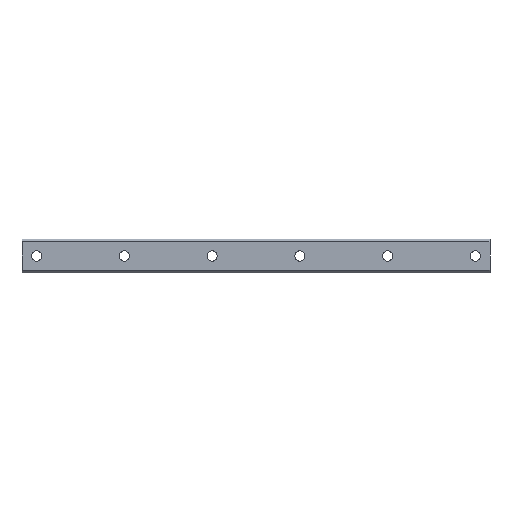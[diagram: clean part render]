
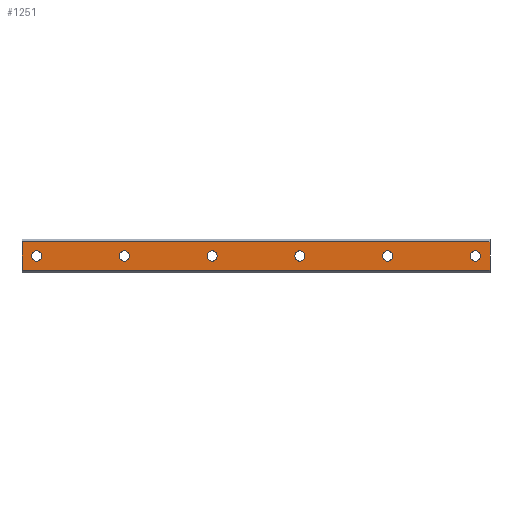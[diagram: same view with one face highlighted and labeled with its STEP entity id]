
A CAD part, front view. The second image highlights one B-rep face of the part: STEP entity #1251.
In plain terms, the highlighted planar face has unit normal (0, -1, 0).
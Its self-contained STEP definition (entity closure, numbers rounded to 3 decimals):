
#6 = VERTEX_POINT ( 'NONE', #1065 ) ;
#13 = CARTESIAN_POINT ( 'NONE',  ( 180., 0., 0. ) ) ;
#27 = DIRECTION ( 'NONE',  ( 0., 0., 1. ) ) ;
#43 = CARTESIAN_POINT ( 'NONE',  ( 310., 0., 9.9 ) ) ;
#46 = AXIS2_PLACEMENT_3D ( 'NONE', #271, #876, #134 ) ;
#68 = CARTESIAN_POINT ( 'NONE',  ( 300., 0., 0. ) ) ;
#101 = CIRCLE ( 'NONE', #824, 3.5 ) ;
#110 = CARTESIAN_POINT ( 'NONE',  ( 120., 0., 0. ) ) ;
#111 = VERTEX_POINT ( 'NONE', #1685 ) ;
#134 = DIRECTION ( 'NONE',  ( 0., 0., 1. ) ) ;
#172 = LINE ( 'NONE', #43, #1391 ) ;
#177 = EDGE_LOOP ( 'NONE', ( #534, #1013 ) ) ;
#189 = FACE_BOUND ( 'NONE', #177, .T. ) ;
#197 = CIRCLE ( 'NONE', #285, 3.5 ) ;
#205 = DIRECTION ( 'NONE',  ( 0., -1., 0. ) ) ;
#208 = EDGE_CURVE ( 'NONE', #947, #785, #723, .T. ) ;
#220 = EDGE_LOOP ( 'NONE', ( #1376, #859 ) ) ;
#231 = CARTESIAN_POINT ( 'NONE',  ( 180., 0., -3.5 ) ) ;
#239 = VERTEX_POINT ( 'NONE', #299 ) ;
#250 = DIRECTION ( 'NONE',  ( 0., -1., 0. ) ) ;
#266 = DIRECTION ( 'NONE',  ( 0., -1., 0. ) ) ;
#271 = CARTESIAN_POINT ( 'NONE',  ( 240., 0., 0. ) ) ;
#275 = AXIS2_PLACEMENT_3D ( 'NONE', #1728, #1421, #1178 ) ;
#282 = CIRCLE ( 'NONE', #1153, 3.5 ) ;
#285 = AXIS2_PLACEMENT_3D ( 'NONE', #1533, #1235, #1120 ) ;
#298 = ORIENTED_EDGE ( 'NONE', *, *, #904, .F. ) ;
#299 = CARTESIAN_POINT ( 'NONE',  ( -10., 0., -9.9 ) ) ;
#306 = ORIENTED_EDGE ( 'NONE', *, *, #708, .F. ) ;
#327 = ORIENTED_EDGE ( 'NONE', *, *, #1740, .F. ) ;
#333 = CARTESIAN_POINT ( 'NONE',  ( 0., 0., 0. ) ) ;
#337 = FACE_BOUND ( 'NONE', #1691, .T. ) ;
#344 = DIRECTION ( 'NONE',  ( 0., 0., 1. ) ) ;
#383 = DIRECTION ( 'NONE',  ( -1., 0., 0. ) ) ;
#405 = DIRECTION ( 'NONE',  ( 1., 0., 0. ) ) ;
#418 = EDGE_LOOP ( 'NONE', ( #1607, #306 ) ) ;
#476 = ORIENTED_EDGE ( 'NONE', *, *, #1051, .F. ) ;
#524 = ORIENTED_EDGE ( 'NONE', *, *, #1459, .F. ) ;
#534 = ORIENTED_EDGE ( 'NONE', *, *, #569, .F. ) ;
#536 = CARTESIAN_POINT ( 'NONE',  ( 310., 0., 9.9 ) ) ;
#540 = ORIENTED_EDGE ( 'NONE', *, *, #1565, .F. ) ;
#548 = CARTESIAN_POINT ( 'NONE',  ( 60., 0., 0. ) ) ;
#554 = DIRECTION ( 'NONE',  ( 0., -1., 0. ) ) ;
#562 = CARTESIAN_POINT ( 'NONE',  ( 0., 0., 0. ) ) ;
#569 = EDGE_CURVE ( 'NONE', #785, #947, #101, .T. ) ;
#571 = DIRECTION ( 'NONE',  ( 0., -1., 0. ) ) ;
#572 = EDGE_CURVE ( 'NONE', #1557, #1041, #1295, .T. ) ;
#573 = VERTEX_POINT ( 'NONE', #231 ) ;
#595 = ORIENTED_EDGE ( 'NONE', *, *, #1176, .F. ) ;
#597 = DIRECTION ( 'NONE',  ( 0., -1., 0. ) ) ;
#613 = AXIS2_PLACEMENT_3D ( 'NONE', #562, #554, #1723 ) ;
#621 = FACE_OUTER_BOUND ( 'NONE', #981, .T. ) ;
#625 = CARTESIAN_POINT ( 'NONE',  ( 120., 0., -3.5 ) ) ;
#648 = CARTESIAN_POINT ( 'NONE',  ( 300., 0., -3.5 ) ) ;
#653 = DIRECTION ( 'NONE',  ( 0., -1., 0. ) ) ;
#658 = DIRECTION ( 'NONE',  ( 0., 0., 1. ) ) ;
#673 = DIRECTION ( 'NONE',  ( 0., 0., 1. ) ) ;
#688 = LINE ( 'NONE', #1398, #1628 ) ;
#701 = CIRCLE ( 'NONE', #1056, 3.5 ) ;
#703 = VERTEX_POINT ( 'NONE', #1287 ) ;
#708 = EDGE_CURVE ( 'NONE', #573, #1709, #701, .T. ) ;
#723 = CIRCLE ( 'NONE', #275, 3.5 ) ;
#735 = AXIS2_PLACEMENT_3D ( 'NONE', #333, #205, #1345 ) ;
#744 = PLANE ( 'NONE',  #1241 ) ;
#753 = FACE_BOUND ( 'NONE', #220, .T. ) ;
#780 = ORIENTED_EDGE ( 'NONE', *, *, #572, .F. ) ;
#781 = VERTEX_POINT ( 'NONE', #930 ) ;
#785 = VERTEX_POINT ( 'NONE', #1047 ) ;
#797 = EDGE_LOOP ( 'NONE', ( #298, #780 ) ) ;
#805 = CARTESIAN_POINT ( 'NONE',  ( 0., 0., -3.5 ) ) ;
#824 = AXIS2_PLACEMENT_3D ( 'NONE', #548, #266, #843 ) ;
#827 = DIRECTION ( 'NONE',  ( 0., 0., 1. ) ) ;
#843 = DIRECTION ( 'NONE',  ( 0., 0., 1. ) ) ;
#853 = CARTESIAN_POINT ( 'NONE',  ( -10., 0., 9.9 ) ) ;
#859 = ORIENTED_EDGE ( 'NONE', *, *, #1097, .F. ) ;
#861 = CARTESIAN_POINT ( 'NONE',  ( 180., 0., 0. ) ) ;
#876 = DIRECTION ( 'NONE',  ( 0., -1., 0. ) ) ;
#904 = EDGE_CURVE ( 'NONE', #1041, #1557, #1266, .T. ) ;
#918 = CARTESIAN_POINT ( 'NONE',  ( 240., 0., -3.5 ) ) ;
#920 = EDGE_CURVE ( 'NONE', #6, #239, #688, .T. ) ;
#922 = DIRECTION ( 'NONE',  ( 0., 0., 1. ) ) ;
#930 = CARTESIAN_POINT ( 'NONE',  ( 300., 0., 3.5 ) ) ;
#947 = VERTEX_POINT ( 'NONE', #1540 ) ;
#960 = CARTESIAN_POINT ( 'NONE',  ( 180., 0., 3.5 ) ) ;
#981 = EDGE_LOOP ( 'NONE', ( #1555, #595, #327, #1460 ) ) ;
#995 = VERTEX_POINT ( 'NONE', #805 ) ;
#1003 = DIRECTION ( 'NONE',  ( 0., -1., 0. ) ) ;
#1013 = ORIENTED_EDGE ( 'NONE', *, *, #208, .F. ) ;
#1041 = VERTEX_POINT ( 'NONE', #1166 ) ;
#1046 = FACE_BOUND ( 'NONE', #418, .T. ) ;
#1047 = CARTESIAN_POINT ( 'NONE',  ( 60., 0., 3.5 ) ) ;
#1051 = EDGE_CURVE ( 'NONE', #1286, #995, #1805, .T. ) ;
#1056 = AXIS2_PLACEMENT_3D ( 'NONE', #13, #1003, #1579 ) ;
#1058 = DIRECTION ( 'NONE',  ( 0., 0., -1. ) ) ;
#1065 = CARTESIAN_POINT ( 'NONE',  ( 310., 0., -9.9 ) ) ;
#1097 = EDGE_CURVE ( 'NONE', #1636, #111, #1418, .T. ) ;
#1110 = LINE ( 'NONE', #853, #1246 ) ;
#1120 = DIRECTION ( 'NONE',  ( 0., 0., 1. ) ) ;
#1125 = DIRECTION ( 'NONE',  ( 0., 0., 1. ) ) ;
#1134 = EDGE_CURVE ( 'NONE', #1709, #573, #282, .T. ) ;
#1146 = AXIS2_PLACEMENT_3D ( 'NONE', #1532, #250, #827 ) ;
#1150 = AXIS2_PLACEMENT_3D ( 'NONE', #110, #1392, #658 ) ;
#1153 = AXIS2_PLACEMENT_3D ( 'NONE', #861, #571, #1125 ) ;
#1166 = CARTESIAN_POINT ( 'NONE',  ( 120., 0., 3.5 ) ) ;
#1176 = EDGE_CURVE ( 'NONE', #703, #6, #172, .T. ) ;
#1178 = DIRECTION ( 'NONE',  ( 0., 0., 1. ) ) ;
#1179 = CARTESIAN_POINT ( 'NONE',  ( 300., 0., 0. ) ) ;
#1184 = VECTOR ( 'NONE', #405, 1000. ) ;
#1215 = AXIS2_PLACEMENT_3D ( 'NONE', #1179, #597, #27 ) ;
#1235 = DIRECTION ( 'NONE',  ( 0., -1., 0. ) ) ;
#1241 = AXIS2_PLACEMENT_3D ( 'NONE', #1332, #1779, #922 ) ;
#1246 = VECTOR ( 'NONE', #673, 1000. ) ;
#1251 = ADVANCED_FACE ( 'NONE', ( #621, #337, #1483, #753, #1046, #1321, #189 ), #744, .F. ) ;
#1266 = CIRCLE ( 'NONE', #1150, 3.5 ) ;
#1272 = CIRCLE ( 'NONE', #1571, 3.5 ) ;
#1286 = VERTEX_POINT ( 'NONE', #1797 ) ;
#1287 = CARTESIAN_POINT ( 'NONE',  ( 310., 0., 9.9 ) ) ;
#1295 = CIRCLE ( 'NONE', #1146, 3.5 ) ;
#1321 = FACE_BOUND ( 'NONE', #797, .T. ) ;
#1332 = CARTESIAN_POINT ( 'NONE',  ( 310., 0., 9.9 ) ) ;
#1345 = DIRECTION ( 'NONE',  ( 0., 0., 1. ) ) ;
#1360 = VERTEX_POINT ( 'NONE', #648 ) ;
#1376 = ORIENTED_EDGE ( 'NONE', *, *, #1785, .F. ) ;
#1391 = VECTOR ( 'NONE', #1058, 1000. ) ;
#1392 = DIRECTION ( 'NONE',  ( 0., -1., 0. ) ) ;
#1398 = CARTESIAN_POINT ( 'NONE',  ( 310., 0., -9.9 ) ) ;
#1418 = CIRCLE ( 'NONE', #46, 3.5 ) ;
#1419 = CIRCLE ( 'NONE', #1215, 3.5 ) ;
#1421 = DIRECTION ( 'NONE',  ( 0., -1., 0. ) ) ;
#1459 = EDGE_CURVE ( 'NONE', #781, #1360, #1419, .T. ) ;
#1460 = ORIENTED_EDGE ( 'NONE', *, *, #1796, .F. ) ;
#1483 = FACE_BOUND ( 'NONE', #1763, .T. ) ;
#1532 = CARTESIAN_POINT ( 'NONE',  ( 120., 0., 0. ) ) ;
#1533 = CARTESIAN_POINT ( 'NONE',  ( 240., 0., 0. ) ) ;
#1540 = CARTESIAN_POINT ( 'NONE',  ( 60., 0., -3.5 ) ) ;
#1555 = ORIENTED_EDGE ( 'NONE', *, *, #920, .F. ) ;
#1557 = VERTEX_POINT ( 'NONE', #625 ) ;
#1565 = EDGE_CURVE ( 'NONE', #1360, #781, #1272, .T. ) ;
#1571 = AXIS2_PLACEMENT_3D ( 'NONE', #68, #653, #344 ) ;
#1579 = DIRECTION ( 'NONE',  ( 0., 0., 1. ) ) ;
#1607 = ORIENTED_EDGE ( 'NONE', *, *, #1134, .F. ) ;
#1628 = VECTOR ( 'NONE', #383, 1000. ) ;
#1636 = VERTEX_POINT ( 'NONE', #918 ) ;
#1659 = EDGE_CURVE ( 'NONE', #995, #1286, #1834, .T. ) ;
#1683 = LINE ( 'NONE', #536, #1184 ) ;
#1685 = CARTESIAN_POINT ( 'NONE',  ( 240., 0., 3.5 ) ) ;
#1691 = EDGE_LOOP ( 'NONE', ( #476, #1826 ) ) ;
#1709 = VERTEX_POINT ( 'NONE', #960 ) ;
#1723 = DIRECTION ( 'NONE',  ( 0., 0., 1. ) ) ;
#1728 = CARTESIAN_POINT ( 'NONE',  ( 60., 0., 0. ) ) ;
#1740 = EDGE_CURVE ( 'NONE', #1786, #703, #1683, .T. ) ;
#1763 = EDGE_LOOP ( 'NONE', ( #524, #540 ) ) ;
#1779 = DIRECTION ( 'NONE',  ( 0., 1., 0. ) ) ;
#1785 = EDGE_CURVE ( 'NONE', #111, #1636, #197, .T. ) ;
#1786 = VERTEX_POINT ( 'NONE', #1821 ) ;
#1796 = EDGE_CURVE ( 'NONE', #239, #1786, #1110, .T. ) ;
#1797 = CARTESIAN_POINT ( 'NONE',  ( 0., 0., 3.5 ) ) ;
#1805 = CIRCLE ( 'NONE', #613, 3.5 ) ;
#1821 = CARTESIAN_POINT ( 'NONE',  ( -10., 0., 9.9 ) ) ;
#1826 = ORIENTED_EDGE ( 'NONE', *, *, #1659, .F. ) ;
#1834 = CIRCLE ( 'NONE', #735, 3.5 ) ;
